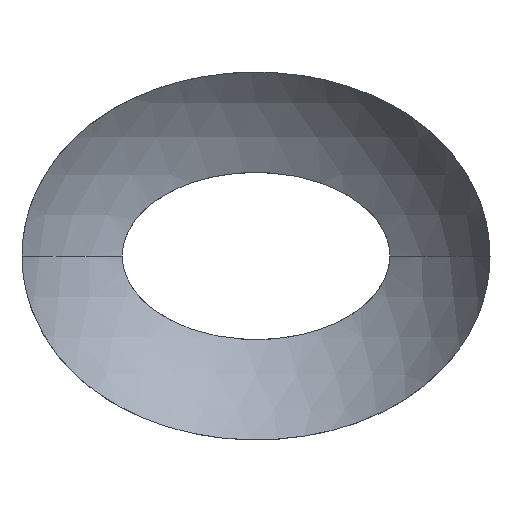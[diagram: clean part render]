
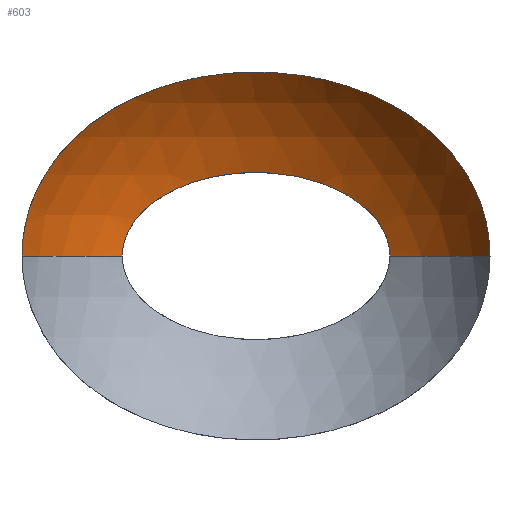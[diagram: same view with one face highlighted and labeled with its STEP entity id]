
A CAD part, front view. The second image highlights one B-rep face of the part: STEP entity #603.
In plain terms, the highlighted spherical face has radius 7.5 mm.
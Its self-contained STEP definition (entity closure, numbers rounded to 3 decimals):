
#18 = CARTESIAN_POINT ( 'NONE',  ( -7., 0., 0. ) ) ;
#40 = CARTESIAN_POINT ( 'NONE',  ( 4., 3.652, 0.22 ) ) ;
#44 = VERTEX_POINT ( 'NONE', #1843 ) ;
#70 = CARTESIAN_POINT ( 'NONE',  ( 2.89, 4.01, 1.736 ) ) ;
#93 = VERTEX_POINT ( 'NONE', #267 ) ;
#128 = CARTESIAN_POINT ( 'NONE',  ( 5.352, 1.136, 3.623 ) ) ;
#139 = CARTESIAN_POINT ( 'NONE',  ( 5.893, 0.828, 3.051 ) ) ;
#149 = CARTESIAN_POINT ( 'NONE',  ( 6.984, 0.015, 0.43 ) ) ;
#191 = CARTESIAN_POINT ( 'NONE',  ( -3.988, 3.656, 0.218 ) ) ;
#223 = ORIENTED_EDGE ( 'NONE', *, *, #845, .T. ) ;
#267 = CARTESIAN_POINT ( 'NONE',  ( 7., 0., 0. ) ) ;
#288 = CARTESIAN_POINT ( 'NONE',  ( 0.86, 2.383, 5.47 ) ) ;
#299 = CARTESIAN_POINT ( 'NONE',  ( 0.434, 2.406, 5.5 ) ) ;
#319 = CARTESIAN_POINT ( 'NONE',  ( -0.847, 2.384, 5.471 ) ) ;
#346 = EDGE_LOOP ( 'NONE', ( #712, #1482, #223, #1028 ) ) ;
#362 = CARTESIAN_POINT ( 'NONE',  ( 3.784, 3.732, 0.836 ) ) ;
#384 = CARTESIAN_POINT ( 'NONE',  ( -2.134, 4.186, 2.137 ) ) ;
#386 = CARTESIAN_POINT ( 'NONE',  ( 4., 3.652, 0. ) ) ;
#423 = CARTESIAN_POINT ( 'NONE',  ( -5.045, 1.294, 3.884 ) ) ;
#446 = CARTESIAN_POINT ( 'NONE',  ( -1.682, 2.292, 5.349 ) ) ;
#457 = CARTESIAN_POINT ( 'NONE',  ( -3.911, 3.685, 0.534 ) ) ;
#467 = CARTESIAN_POINT ( 'NONE',  ( 7., 0., 0. ) ) ;
#510 = CARTESIAN_POINT ( 'NONE',  ( -3.233, 3.914, 1.481 ) ) ;
#549 = CARTESIAN_POINT ( 'NONE',  ( 2.707, 4.057, 1.847 ) ) ;
#556 = VERTEX_POINT ( 'NONE', #386 ) ;
#590 = CARTESIAN_POINT ( 'NONE',  ( -2.301, 2.19, 5.212 ) ) ;
#592 = DIRECTION ( 'NONE',  ( 0., 0., -1. ) ) ;
#594 = CARTESIAN_POINT ( 'NONE',  ( 4.039, 1.718, 4.545 ) ) ;
#602 = CARTESIAN_POINT ( 'NONE',  ( 2.107, 2.231, 5.268 ) ) ;
#603 = ADVANCED_FACE ( 'NONE', ( #1831 ), #1155, .F. ) ;
#659 = AXIS2_PLACEMENT_3D ( 'NONE', #1786, #2001, #844 ) ;
#675 = CARTESIAN_POINT ( 'NONE',  ( 3.233, 3.914, 1.482 ) ) ;
#707 = CARTESIAN_POINT ( 'NONE',  ( 0.436, 4.378, 2.5 ) ) ;
#712 = ORIENTED_EDGE ( 'NONE', *, *, #887, .F. ) ;
#746 = CARTESIAN_POINT ( 'NONE',  ( -3.292, 1.958, 4.895 ) ) ;
#761 = CARTESIAN_POINT ( 'NONE',  ( 3.303, 1.955, 4.891 ) ) ;
#777 = AXIS2_PLACEMENT_3D ( 'NONE', #1367, #592, #1017 ) ;
#781 = CARTESIAN_POINT ( 'NONE',  ( -2.095, 2.228, 5.263 ) ) ;
#790 = CARTESIAN_POINT ( 'NONE',  ( 2.915, 2.06, 5.036 ) ) ;
#844 = DIRECTION ( 'NONE',  ( 1., 0., 0. ) ) ;
#845 = EDGE_CURVE ( 'NONE', #44, #556, #852, .T. ) ;
#852 = B_SPLINE_CURVE_WITH_KNOTS ( 'NONE', 3,
 ( #979, #1747, #191, #1467, #457, #951, #1304, #1486, #510, #1477, #874, #384, #1796, #1018, #1140, #707, #862, #1650, #1494, #549, #70, #675, #1337, #1980, #362, #1184, #40, #1003 ),
 .UNSPECIFIED., .F., .F.,
 ( 4, 2, 2, 2, 2, 2, 2, 2, 2, 2, 2, 2, 2, 4 ),
 ( 0.01, 0.011, 0.011, 0.012, 0.012, 0.013, 0.014, 0.016, 0.017, 0.018, 0.019, 0.019, 0.02, 0.021 ),
 .UNSPECIFIED. ) ;
#862 = CARTESIAN_POINT ( 'NONE',  ( 0.874, 4.353, 2.456 ) ) ;
#874 = CARTESIAN_POINT ( 'NONE',  ( -2.707, 4.057, 1.847 ) ) ;
#887 = EDGE_CURVE ( 'NONE', #1501, #93, #1433, .T. ) ;
#929 = CARTESIAN_POINT ( 'NONE',  ( 6.925, 0.068, 0.85 ) ) ;
#951 = CARTESIAN_POINT ( 'NONE',  ( -3.785, 3.732, 0.834 ) ) ;
#957 = CARTESIAN_POINT ( 'NONE',  ( 6.88, 0.107, 1.059 ) ) ;
#974 = EDGE_CURVE ( 'NONE', #93, #556, #1563, .T. ) ;
#979 = CARTESIAN_POINT ( 'NONE',  ( -4., 3.652, 0. ) ) ;
#1003 = CARTESIAN_POINT ( 'NONE',  ( 4., 3.652, 0. ) ) ;
#1017 = DIRECTION ( 'NONE',  ( -1., 0., 0. ) ) ;
#1018 = CARTESIAN_POINT ( 'NONE',  ( -0.872, 4.354, 2.456 ) ) ;
#1028 = ORIENTED_EDGE ( 'NONE', *, *, #974, .F. ) ;
#1069 = CARTESIAN_POINT ( 'NONE',  ( 6.708, 0.251, 1.665 ) ) ;
#1078 = CARTESIAN_POINT ( 'NONE',  ( -7., 0., 0.212 ) ) ;
#1089 = CARTESIAN_POINT ( 'NONE',  ( 6.133, 0.675, 2.735 ) ) ;
#1097 = CARTESIAN_POINT ( 'NONE',  ( -1.474, 2.319, 5.385 ) ) ;
#1105 = CARTESIAN_POINT ( 'NONE',  ( -6.881, 0.106, 1.055 ) ) ;
#1140 = CARTESIAN_POINT ( 'NONE',  ( -0.436, 4.378, 2.5 ) ) ;
#1149 = CARTESIAN_POINT ( 'NONE',  ( -6.139, 0.671, 2.727 ) ) ;
#1155 = SPHERICAL_SURFACE ( 'NONE', #659, 7.5 ) ;
#1184 = CARTESIAN_POINT ( 'NONE',  ( 3.953, 3.67, 0.436 ) ) ;
#1230 = CARTESIAN_POINT ( 'NONE',  ( -6.985, 0.015, 0.424 ) ) ;
#1231 = CARTESIAN_POINT ( 'NONE',  ( 4.389, 1.585, 4.344 ) ) ;
#1304 = CARTESIAN_POINT ( 'NONE',  ( -3.668, 3.774, 1.013 ) ) ;
#1337 = CARTESIAN_POINT ( 'NONE',  ( 3.392, 3.865, 1.337 ) ) ;
#1367 = CARTESIAN_POINT ( 'NONE',  ( 0., -2.693, 0. ) ) ;
#1404 = CARTESIAN_POINT ( 'NONE',  ( 5.05, 1.292, 3.881 ) ) ;
#1433 = B_SPLINE_CURVE_WITH_KNOTS ( 'NONE', 3,
 ( #1640, #1078, #1230, #1677, #1105, #1815, #1945, #1149, #1792, #1684, #423, #1532, #1543, #746, #2025, #590, #781, #446, #1097, #319, #1434, #299, #288, #1892, #602, #790, #761, #594, #1231, #1404, #128, #139, #1089, #1721, #1069, #957, #929, #149, #2041, #467 ),
 .UNSPECIFIED., .F., .F.,
 ( 4, 2, 2, 2, 2, 2, 2, 2, 2, 2, 2, 2, 2, 2, 2, 2, 2, 2, 2, 4 ),
 ( 0.02, 0.021, 0.022, 0.023, 0.024, 0.025, 0.027, 0.028, 0.029, 0.029, 0.031, 0.032, 0.033, 0.034, 0.036, 0.037, 0.038, 0.04, 0.04, 0.041 ),
 .UNSPECIFIED. ) ;
#1434 = CARTESIAN_POINT ( 'NONE',  ( -0.424, 2.407, 5.5 ) ) ;
#1443 = DIRECTION ( 'NONE',  ( 1., 0., 0. ) ) ;
#1466 = CARTESIAN_POINT ( 'NONE',  ( 0., -2.693, 0. ) ) ;
#1467 = CARTESIAN_POINT ( 'NONE',  ( -3.944, 3.673, 0.431 ) ) ;
#1477 = CARTESIAN_POINT ( 'NONE',  ( -2.89, 4.01, 1.736 ) ) ;
#1482 = ORIENTED_EDGE ( 'NONE', *, *, #2012, .T. ) ;
#1486 = CARTESIAN_POINT ( 'NONE',  ( -3.392, 3.865, 1.338 ) ) ;
#1494 = CARTESIAN_POINT ( 'NONE',  ( 2.134, 4.186, 2.137 ) ) ;
#1501 = VERTEX_POINT ( 'NONE', #18 ) ;
#1532 = CARTESIAN_POINT ( 'NONE',  ( -4.388, 1.585, 4.345 ) ) ;
#1543 = CARTESIAN_POINT ( 'NONE',  ( -4.032, 1.721, 4.549 ) ) ;
#1563 = CIRCLE ( 'NONE', #1832, 7.5 ) ;
#1635 = DIRECTION ( 'NONE',  ( 0., 0., 1. ) ) ;
#1640 = CARTESIAN_POINT ( 'NONE',  ( -7., 0., 0. ) ) ;
#1650 = CARTESIAN_POINT ( 'NONE',  ( 1.722, 4.258, 2.274 ) ) ;
#1677 = CARTESIAN_POINT ( 'NONE',  ( -6.925, 0.068, 0.847 ) ) ;
#1684 = CARTESIAN_POINT ( 'NONE',  ( -5.348, 1.139, 3.627 ) ) ;
#1714 = CIRCLE ( 'NONE', #777, 7.5 ) ;
#1721 = CARTESIAN_POINT ( 'NONE',  ( 6.544, 0.384, 2.036 ) ) ;
#1747 = CARTESIAN_POINT ( 'NONE',  ( -4., 3.652, 0.108 ) ) ;
#1786 = CARTESIAN_POINT ( 'NONE',  ( 0., -2.693, 0. ) ) ;
#1792 = CARTESIAN_POINT ( 'NONE',  ( -5.898, 0.826, 3.045 ) ) ;
#1796 = CARTESIAN_POINT ( 'NONE',  ( -1.722, 4.258, 2.274 ) ) ;
#1815 = CARTESIAN_POINT ( 'NONE',  ( -6.711, 0.248, 1.656 ) ) ;
#1831 = FACE_OUTER_BOUND ( 'NONE', #346, .T. ) ;
#1832 = AXIS2_PLACEMENT_3D ( 'NONE', #1466, #1635, #1443 ) ;
#1843 = CARTESIAN_POINT ( 'NONE',  ( -4., 3.652, 0. ) ) ;
#1892 = CARTESIAN_POINT ( 'NONE',  ( 1.696, 2.296, 5.354 ) ) ;
#1945 = CARTESIAN_POINT ( 'NONE',  ( -6.544, 0.384, 2.035 ) ) ;
#1980 = CARTESIAN_POINT ( 'NONE',  ( 3.668, 3.774, 1.013 ) ) ;
#2001 = DIRECTION ( 'NONE',  ( 0., 0., -1. ) ) ;
#2012 = EDGE_CURVE ( 'NONE', #1501, #44, #1714, .T. ) ;
#2025 = CARTESIAN_POINT ( 'NONE',  ( -2.905, 2.062, 5.039 ) ) ;
#2041 = CARTESIAN_POINT ( 'NONE',  ( 7., 0., 0.216 ) ) ;
